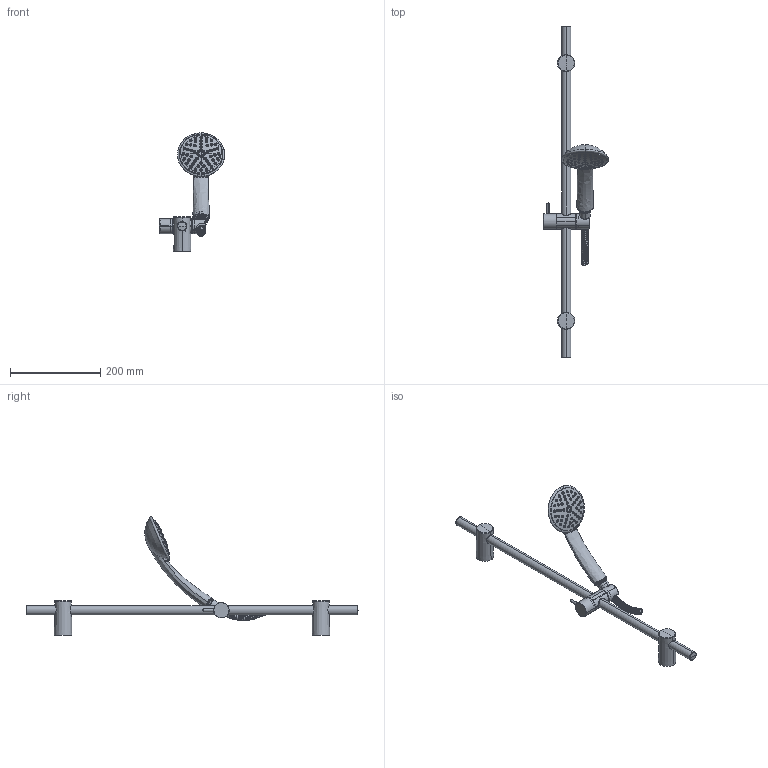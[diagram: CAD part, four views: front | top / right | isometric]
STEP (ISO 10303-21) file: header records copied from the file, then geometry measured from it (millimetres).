
FILE_DESCRIPTION((''),'2;1');
FILE_NAME('ZSAL181CR','2021-11-15T13:00:01',('ut3'),('PAFFONI SpA'),'CREO PARAMETRIC BY PTC INC, 2020044','CREO PARAMETRIC BY PTC INC, 2020044','');
FILE_SCHEMA(('CONFIG_CONTROL_DESIGN','SHAPE_APPEARANCE_LAYERS_GROUPS'));
Length unit declared in the file: millimetre
Products named in the file (1): ZSAL181CR
Bounding box: 144.19 x 734 x 261.48 mm (x, y, z)
Volume: 535602.2 mm3; surface area: 215749.4 mm2
Topology: 5 solids, 6 shells, 1814 faces, 4657 edges, 2995 vertices
Faces by surface type: cone 474, cylinder 411, bspline 306, plane 293, sphere 184, torus 144, revolution 2
Entity records: 128938 total; most frequent: CARTESIAN_POINT 87256, ORIENTED_EDGE 9230, DIRECTION 6695, EDGE_CURVE 4615, VERTEX_POINT 2992, AXIS2_PLACEMENT_3D 2717, EDGE_LOOP 2237, B_SPLINE_CURVE_WITH_KNOTS 2148
